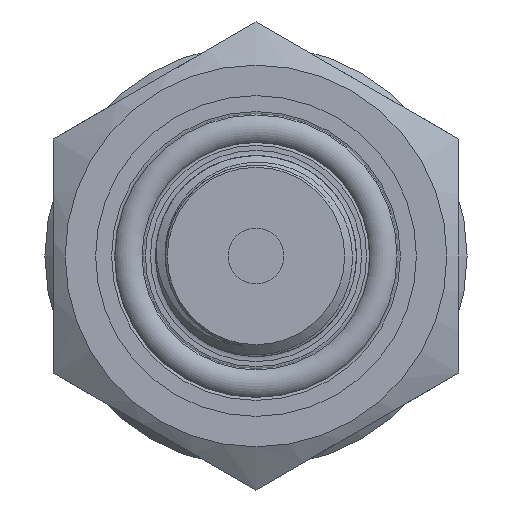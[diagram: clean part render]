
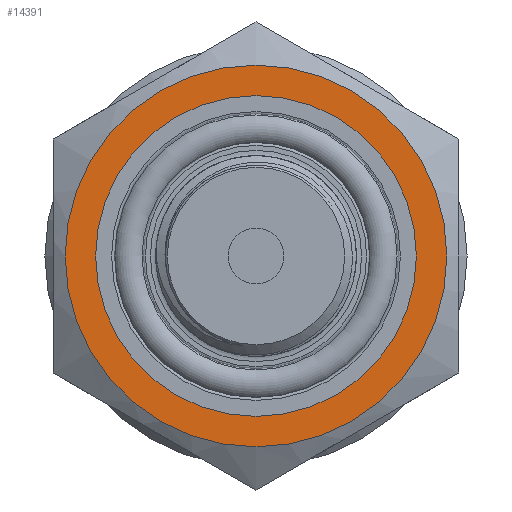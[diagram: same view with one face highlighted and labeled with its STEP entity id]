
A CAD part, left-side view. The second image highlights one B-rep face of the part: STEP entity #14391.
In plain terms, the highlighted planar face has unit normal (-1, 0, 0).
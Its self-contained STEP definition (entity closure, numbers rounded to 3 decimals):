
#157=FACE_BOUND('',#2004,.T.);
#239=PLANE('',#15191);
#1163=FACE_OUTER_BOUND('',#2003,.T.);
#2003=EDGE_LOOP('',(#11346));
#2004=EDGE_LOOP('',(#11347));
#2623=CIRCLE('',#15156,11.3);
#2641=CIRCLE('',#15190,9.5);
#6395=VERTEX_POINT('',#37665);
#6412=VERTEX_POINT('',#38996);
#8161=EDGE_CURVE('',#6395,#6395,#2623,.T.);
#8195=EDGE_CURVE('',#6412,#6412,#2641,.T.);
#11346=ORIENTED_EDGE('',*,*,#8161,.T.);
#11347=ORIENTED_EDGE('',*,*,#8195,.T.);
#14391=ADVANCED_FACE('',(#1163,#157),#239,.T.);
#15156=AXIS2_PLACEMENT_3D('',#37667,#16652,#16653);
#15190=AXIS2_PLACEMENT_3D('',#38997,#16729,#16730);
#15191=AXIS2_PLACEMENT_3D('',#38999,#16732,#16733);
#16652=DIRECTION('center_axis',(-1.,0.,0.));
#16653=DIRECTION('ref_axis',(0.,1.,0.));
#16729=DIRECTION('center_axis',(1.,0.,0.));
#16730=DIRECTION('ref_axis',(0.,0.,-1.));
#16732=DIRECTION('center_axis',(-1.,0.,0.));
#16733=DIRECTION('ref_axis',(0.,0.,1.));
#37665=CARTESIAN_POINT('',(14.,-11.3,0.));
#37667=CARTESIAN_POINT('Origin',(14.,0.,0.));
#38996=CARTESIAN_POINT('',(14.,-9.5,0.));
#38997=CARTESIAN_POINT('Origin',(14.,0.,0.));
#38999=CARTESIAN_POINT('Origin',(14.,12.,0.));
